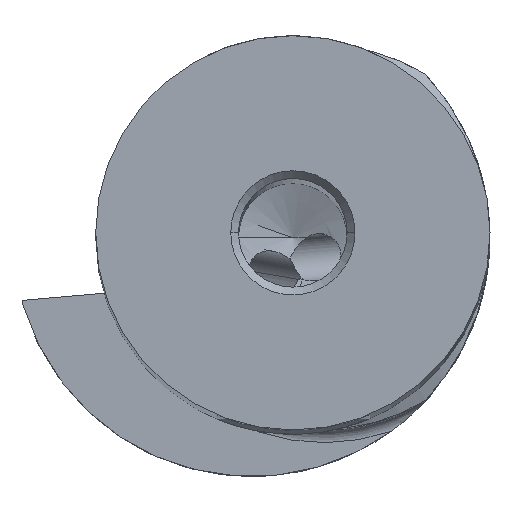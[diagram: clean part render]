
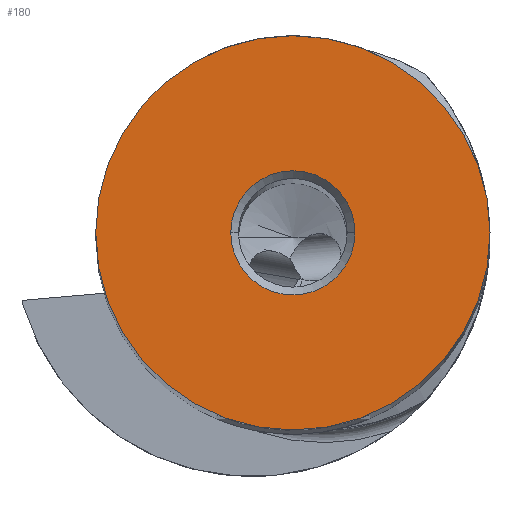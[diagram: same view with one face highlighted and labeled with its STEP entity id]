
A CAD part, top view. The second image highlights one B-rep face of the part: STEP entity #180.
In plain terms, the highlighted planar face has unit normal (0, 0, 1).
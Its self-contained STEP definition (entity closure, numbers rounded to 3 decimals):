
#61=FACE_BOUND('',#331,.T.);
#62=FACE_BOUND('',#332,.T.);
#87=PLANE('',#1348);
#180=ADVANCED_FACE('',(#61,#62),#87,.T.);
#331=EDGE_LOOP('',(#730,#731));
#332=EDGE_LOOP('',(#732,#733));
#730=ORIENTED_EDGE('',*,*,#1121,.F.);
#731=ORIENTED_EDGE('',*,*,#1114,.F.);
#732=ORIENTED_EDGE('',*,*,#1126,.F.);
#733=ORIENTED_EDGE('',*,*,#1127,.F.);
#961=VERTEX_POINT('',#2470);
#962=VERTEX_POINT('',#2471);
#971=VERTEX_POINT('',#2494);
#972=VERTEX_POINT('',#2495);
#1114=EDGE_CURVE('',#961,#962,#1225,.T.);
#1121=EDGE_CURVE('',#962,#961,#1226,.T.);
#1126=EDGE_CURVE('',#971,#972,#1227,.T.);
#1127=EDGE_CURVE('',#972,#971,#1228,.T.);
#1225=CIRCLE('',#1338,12.7);
#1226=CIRCLE('',#1342,12.7);
#1227=CIRCLE('',#1346,4.);
#1228=CIRCLE('',#1347,4.);
#1338=AXIS2_PLACEMENT_3D('',#2469,#1584,#1585);
#1342=AXIS2_PLACEMENT_3D('',#2483,#1596,#1597);
#1346=AXIS2_PLACEMENT_3D('',#2493,#1606,#1607);
#1347=AXIS2_PLACEMENT_3D('',#2496,#1608,#1609);
#1348=AXIS2_PLACEMENT_3D('',#2497,#1610,#1611);
#1584=DIRECTION('',(0.,0.,-1.));
#1585=DIRECTION('',(-1.,0.,0.));
#1596=DIRECTION('',(0.,0.,-1.));
#1597=DIRECTION('',(1.,0.,0.));
#1606=DIRECTION('',(0.,0.,1.));
#1607=DIRECTION('',(1.,0.,0.));
#1608=DIRECTION('',(0.,0.,1.));
#1609=DIRECTION('',(-1.,0.,0.));
#1610=DIRECTION('',(0.,0.,1.));
#1611=DIRECTION('',(1.,0.,0.));
#2469=CARTESIAN_POINT('',(0.,0.,0.));
#2470=CARTESIAN_POINT('',(-12.7,0.,0.));
#2471=CARTESIAN_POINT('',(12.7,0.,0.));
#2483=CARTESIAN_POINT('',(0.,0.,0.));
#2493=CARTESIAN_POINT('',(0.,0.,0.));
#2494=CARTESIAN_POINT('',(4.,0.,0.));
#2495=CARTESIAN_POINT('',(-4.,0.,0.));
#2496=CARTESIAN_POINT('',(0.,0.,0.));
#2497=CARTESIAN_POINT('',(0.,0.,0.));
